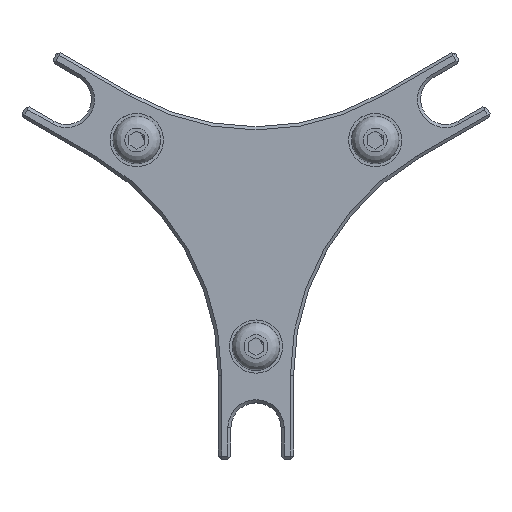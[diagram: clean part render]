
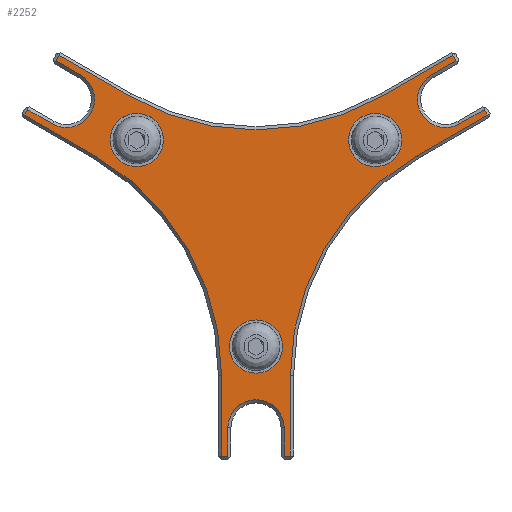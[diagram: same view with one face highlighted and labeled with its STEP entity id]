
A CAD part, top view. The second image highlights one B-rep face of the part: STEP entity #2252.
In plain terms, the highlighted planar face has unit normal (0, 0, 1).
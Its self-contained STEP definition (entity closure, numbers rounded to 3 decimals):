
#92=FACE_BOUND('',#871,.T.);
#93=FACE_BOUND('',#872,.T.);
#94=FACE_BOUND('',#873,.T.);
#121=PLANE('',#2520);
#262=LINE('',#3672,#496);
#266=LINE('',#3684,#500);
#269=LINE('',#3690,#503);
#270=LINE('',#3692,#504);
#271=LINE('',#3696,#505);
#272=LINE('',#3698,#506);
#273=LINE('',#3700,#507);
#274=LINE('',#3704,#508);
#275=LINE('',#3706,#509);
#276=LINE('',#3708,#510);
#277=LINE('',#3712,#511);
#278=LINE('',#3714,#512);
#279=LINE('',#3716,#513);
#280=LINE('',#3720,#514);
#281=LINE('',#3722,#515);
#282=LINE('',#3724,#516);
#283=LINE('',#3728,#517);
#284=LINE('',#3729,#518);
#496=VECTOR('',#2896,10.);
#500=VECTOR('',#2908,10.);
#503=VECTOR('',#2913,10.);
#504=VECTOR('',#2914,10.);
#505=VECTOR('',#2917,10.);
#506=VECTOR('',#2918,10.);
#507=VECTOR('',#2919,10.);
#508=VECTOR('',#2922,10.);
#509=VECTOR('',#2923,10.);
#510=VECTOR('',#2924,10.);
#511=VECTOR('',#2927,10.);
#512=VECTOR('',#2928,10.);
#513=VECTOR('',#2929,10.);
#514=VECTOR('',#2932,10.);
#515=VECTOR('',#2933,10.);
#516=VECTOR('',#2934,10.);
#517=VECTOR('',#2937,10.);
#518=VECTOR('',#2938,10.);
#724=FACE_OUTER_BOUND('',#870,.T.);
#870=EDGE_LOOP('',(#1790,#1791,#1792,#1793,#1794,#1795,#1796,#1797,#1798,
#1799,#1800,#1801,#1802,#1803,#1804,#1805,#1806,#1807,#1808,#1809,#1810,
#1811,#1812,#1813));
#871=EDGE_LOOP('',(#1814,#1815));
#872=EDGE_LOOP('',(#1816,#1817));
#873=EDGE_LOOP('',(#1818,#1819));
#1014=CIRCLE('',#2517,4.5);
#1016=CIRCLE('',#2521,40.5);
#1017=CIRCLE('',#2522,4.5);
#1018=CIRCLE('',#2523,40.5);
#1019=CIRCLE('',#2524,4.5);
#1020=CIRCLE('',#2525,40.5);
#1021=CIRCLE('',#2526,4.25);
#1022=CIRCLE('',#2527,4.25);
#1023=CIRCLE('',#2528,4.25);
#1024=CIRCLE('',#2529,4.25);
#1025=CIRCLE('',#2530,4.25);
#1026=CIRCLE('',#2531,4.25);
#1140=VERTEX_POINT('',#3669);
#1141=VERTEX_POINT('',#3671);
#1143=VERTEX_POINT('',#3676);
#1145=VERTEX_POINT('',#3682);
#1147=VERTEX_POINT('',#3689);
#1148=VERTEX_POINT('',#3691);
#1149=VERTEX_POINT('',#3693);
#1150=VERTEX_POINT('',#3695);
#1151=VERTEX_POINT('',#3697);
#1152=VERTEX_POINT('',#3699);
#1153=VERTEX_POINT('',#3701);
#1154=VERTEX_POINT('',#3703);
#1155=VERTEX_POINT('',#3705);
#1156=VERTEX_POINT('',#3707);
#1157=VERTEX_POINT('',#3709);
#1158=VERTEX_POINT('',#3711);
#1159=VERTEX_POINT('',#3713);
#1160=VERTEX_POINT('',#3715);
#1161=VERTEX_POINT('',#3717);
#1162=VERTEX_POINT('',#3719);
#1163=VERTEX_POINT('',#3721);
#1164=VERTEX_POINT('',#3723);
#1165=VERTEX_POINT('',#3725);
#1166=VERTEX_POINT('',#3727);
#1167=VERTEX_POINT('',#3730);
#1168=VERTEX_POINT('',#3731);
#1169=VERTEX_POINT('',#3734);
#1170=VERTEX_POINT('',#3735);
#1171=VERTEX_POINT('',#3738);
#1172=VERTEX_POINT('',#3739);
#1369=EDGE_CURVE('',#1140,#1141,#262,.T.);
#1372=EDGE_CURVE('',#1143,#1140,#1014,.T.);
#1375=EDGE_CURVE('',#1145,#1143,#266,.T.);
#1378=EDGE_CURVE('',#1147,#1145,#269,.T.);
#1379=EDGE_CURVE('',#1148,#1147,#270,.T.);
#1380=EDGE_CURVE('',#1149,#1148,#1016,.T.);
#1381=EDGE_CURVE('',#1150,#1149,#271,.T.);
#1382=EDGE_CURVE('',#1151,#1150,#272,.T.);
#1383=EDGE_CURVE('',#1152,#1151,#273,.T.);
#1384=EDGE_CURVE('',#1153,#1152,#1017,.T.);
#1385=EDGE_CURVE('',#1154,#1153,#274,.T.);
#1386=EDGE_CURVE('',#1155,#1154,#275,.T.);
#1387=EDGE_CURVE('',#1156,#1155,#276,.T.);
#1388=EDGE_CURVE('',#1157,#1156,#1018,.T.);
#1389=EDGE_CURVE('',#1158,#1157,#277,.T.);
#1390=EDGE_CURVE('',#1159,#1158,#278,.T.);
#1391=EDGE_CURVE('',#1160,#1159,#279,.T.);
#1392=EDGE_CURVE('',#1161,#1160,#1019,.T.);
#1393=EDGE_CURVE('',#1162,#1161,#280,.T.);
#1394=EDGE_CURVE('',#1163,#1162,#281,.T.);
#1395=EDGE_CURVE('',#1164,#1163,#282,.T.);
#1396=EDGE_CURVE('',#1165,#1164,#1020,.T.);
#1397=EDGE_CURVE('',#1166,#1165,#283,.T.);
#1398=EDGE_CURVE('',#1141,#1166,#284,.T.);
#1399=EDGE_CURVE('',#1167,#1168,#1021,.T.);
#1400=EDGE_CURVE('',#1168,#1167,#1022,.T.);
#1401=EDGE_CURVE('',#1169,#1170,#1023,.T.);
#1402=EDGE_CURVE('',#1170,#1169,#1024,.T.);
#1403=EDGE_CURVE('',#1171,#1172,#1025,.T.);
#1404=EDGE_CURVE('',#1172,#1171,#1026,.T.);
#1790=ORIENTED_EDGE('',*,*,#1369,.F.);
#1791=ORIENTED_EDGE('',*,*,#1372,.F.);
#1792=ORIENTED_EDGE('',*,*,#1375,.F.);
#1793=ORIENTED_EDGE('',*,*,#1378,.F.);
#1794=ORIENTED_EDGE('',*,*,#1379,.F.);
#1795=ORIENTED_EDGE('',*,*,#1380,.F.);
#1796=ORIENTED_EDGE('',*,*,#1381,.F.);
#1797=ORIENTED_EDGE('',*,*,#1382,.F.);
#1798=ORIENTED_EDGE('',*,*,#1383,.F.);
#1799=ORIENTED_EDGE('',*,*,#1384,.F.);
#1800=ORIENTED_EDGE('',*,*,#1385,.F.);
#1801=ORIENTED_EDGE('',*,*,#1386,.F.);
#1802=ORIENTED_EDGE('',*,*,#1387,.F.);
#1803=ORIENTED_EDGE('',*,*,#1388,.F.);
#1804=ORIENTED_EDGE('',*,*,#1389,.F.);
#1805=ORIENTED_EDGE('',*,*,#1390,.F.);
#1806=ORIENTED_EDGE('',*,*,#1391,.F.);
#1807=ORIENTED_EDGE('',*,*,#1392,.F.);
#1808=ORIENTED_EDGE('',*,*,#1393,.F.);
#1809=ORIENTED_EDGE('',*,*,#1394,.F.);
#1810=ORIENTED_EDGE('',*,*,#1395,.F.);
#1811=ORIENTED_EDGE('',*,*,#1396,.F.);
#1812=ORIENTED_EDGE('',*,*,#1397,.F.);
#1813=ORIENTED_EDGE('',*,*,#1398,.F.);
#1814=ORIENTED_EDGE('',*,*,#1399,.T.);
#1815=ORIENTED_EDGE('',*,*,#1400,.T.);
#1816=ORIENTED_EDGE('',*,*,#1401,.T.);
#1817=ORIENTED_EDGE('',*,*,#1402,.T.);
#1818=ORIENTED_EDGE('',*,*,#1403,.T.);
#1819=ORIENTED_EDGE('',*,*,#1404,.T.);
#2252=ADVANCED_FACE('',(#724,#92,#93,#94),#121,.T.);
#2517=AXIS2_PLACEMENT_3D('',#3678,#2901,#2902);
#2520=AXIS2_PLACEMENT_3D('',#3688,#2911,#2912);
#2521=AXIS2_PLACEMENT_3D('',#3694,#2915,#2916);
#2522=AXIS2_PLACEMENT_3D('',#3702,#2920,#2921);
#2523=AXIS2_PLACEMENT_3D('',#3710,#2925,#2926);
#2524=AXIS2_PLACEMENT_3D('',#3718,#2930,#2931);
#2525=AXIS2_PLACEMENT_3D('',#3726,#2935,#2936);
#2526=AXIS2_PLACEMENT_3D('',#3732,#2939,#2940);
#2527=AXIS2_PLACEMENT_3D('',#3733,#2941,#2942);
#2528=AXIS2_PLACEMENT_3D('',#3736,#2943,#2944);
#2529=AXIS2_PLACEMENT_3D('',#3737,#2945,#2946);
#2530=AXIS2_PLACEMENT_3D('',#3740,#2947,#2948);
#2531=AXIS2_PLACEMENT_3D('',#3741,#2949,#2950);
#2896=DIRECTION('',(-0.5,-0.866,0.));
#2901=DIRECTION('center_axis',(0.,0.,1.));
#2902=DIRECTION('ref_axis',(0.866,-0.5,0.));
#2908=DIRECTION('',(0.5,0.866,0.));
#2911=DIRECTION('center_axis',(0.,0.,1.));
#2912=DIRECTION('ref_axis',(1.,0.,0.));
#2913=DIRECTION('',(-0.866,0.5,0.));
#2914=DIRECTION('',(-0.5,-0.866,0.));
#2915=DIRECTION('center_axis',(0.,0.,1.));
#2916=DIRECTION('ref_axis',(0.,1.,0.));
#2917=DIRECTION('',(-1.,0.,0.));
#2918=DIRECTION('',(0.,-1.,0.));
#2919=DIRECTION('',(1.,0.,0.));
#2920=DIRECTION('center_axis',(0.,0.,1.));
#2921=DIRECTION('ref_axis',(0.,1.,0.));
#2922=DIRECTION('',(-1.,0.,0.));
#2923=DIRECTION('',(0.,-1.,0.));
#2924=DIRECTION('',(1.,0.,0.));
#2925=DIRECTION('center_axis',(0.,0.,1.));
#2926=DIRECTION('ref_axis',(-0.866,-0.5,0.));
#2927=DIRECTION('',(0.5,-0.866,0.));
#2928=DIRECTION('',(0.866,0.5,0.));
#2929=DIRECTION('',(-0.5,0.866,0.));
#2930=DIRECTION('center_axis',(0.,0.,1.));
#2931=DIRECTION('ref_axis',(-0.866,-0.5,0.));
#2932=DIRECTION('',(0.5,-0.866,0.));
#2933=DIRECTION('',(0.866,0.5,0.));
#2934=DIRECTION('',(-0.5,0.866,0.));
#2935=DIRECTION('center_axis',(0.,0.,1.));
#2936=DIRECTION('ref_axis',(0.866,-0.5,0.));
#2937=DIRECTION('',(0.5,0.866,0.));
#2938=DIRECTION('',(-0.866,0.5,0.));
#2939=DIRECTION('center_axis',(0.,0.,-1.));
#2940=DIRECTION('ref_axis',(1.,0.,0.));
#2941=DIRECTION('center_axis',(0.,0.,-1.));
#2942=DIRECTION('ref_axis',(1.,0.,0.));
#2943=DIRECTION('center_axis',(0.,0.,-1.));
#2944=DIRECTION('ref_axis',(1.,0.,0.));
#2945=DIRECTION('center_axis',(0.,0.,-1.));
#2946=DIRECTION('ref_axis',(1.,0.,0.));
#2947=DIRECTION('center_axis',(0.,0.,-1.));
#2948=DIRECTION('ref_axis',(1.,0.,0.));
#2949=DIRECTION('center_axis',(0.,0.,-1.));
#2950=DIRECTION('ref_axis',(1.,0.,0.));
#3669=CARTESIAN_POINT('',(-21.397,-28.061,4.));
#3671=CARTESIAN_POINT('',(-23.647,-31.958,4.));
#3672=CARTESIAN_POINT('',(-14.617,-16.318,4.));
#3676=CARTESIAN_POINT('',(-13.603,-32.561,4.));
#3678=CARTESIAN_POINT('Origin',(-17.5,-30.311,4.));
#3682=CARTESIAN_POINT('',(-15.853,-36.458,4.));
#3684=CARTESIAN_POINT('',(-4.853,-17.405,4.));
#3688=CARTESIAN_POINT('Origin',(0.,0.,
4.));
#3689=CARTESIAN_POINT('',(-14.987,-36.958,4.));
#3690=CARTESIAN_POINT('',(-22.348,-32.708,4.));
#3691=CARTESIAN_POINT('',(-8.516,-25.75,4.));
#3692=CARTESIAN_POINT('',(-5.237,-20.071,4.));
#3693=CARTESIAN_POINT('',(26.558,-5.5,4.));
#3694=CARTESIAN_POINT('Origin',(26.558,-46.,4.));
#3695=CARTESIAN_POINT('',(39.5,-5.5,4.));
#3696=CARTESIAN_POINT('',(13.279,-5.5,4.));
#3697=CARTESIAN_POINT('',(39.5,-4.5,4.));
#3698=CARTESIAN_POINT('',(39.5,-3.,4.));
#3699=CARTESIAN_POINT('',(35.,-4.5,4.));
#3700=CARTESIAN_POINT('',(21.44,-4.5,4.));
#3701=CARTESIAN_POINT('',(35.,4.5,4.));
#3702=CARTESIAN_POINT('Origin',(35.,0.,4.));
#3703=CARTESIAN_POINT('',(39.5,4.5,4.));
#3704=CARTESIAN_POINT('',(17.5,4.5,4.));
#3705=CARTESIAN_POINT('',(39.5,5.5,4.));
#3706=CARTESIAN_POINT('',(39.5,-3.,4.));
#3707=CARTESIAN_POINT('',(26.558,5.5,4.));
#3708=CARTESIAN_POINT('',(20.,5.5,4.));
#3709=CARTESIAN_POINT('',(-8.516,25.75,4.));
#3710=CARTESIAN_POINT('Origin',(26.558,46.,4.));
#3711=CARTESIAN_POINT('',(-14.987,36.958,4.));
#3712=CARTESIAN_POINT('',(-1.876,14.25,4.));
#3713=CARTESIAN_POINT('',(-15.853,36.458,4.));
#3714=CARTESIAN_POINT('',(-17.152,35.708,4.));
#3715=CARTESIAN_POINT('',(-13.603,32.561,4.));
#3716=CARTESIAN_POINT('',(-6.823,20.818,4.));
#3717=CARTESIAN_POINT('',(-21.397,28.061,4.));
#3718=CARTESIAN_POINT('Origin',(-17.5,30.311,4.));
#3719=CARTESIAN_POINT('',(-23.647,31.958,4.));
#3720=CARTESIAN_POINT('',(-12.647,12.905,4.));
#3721=CARTESIAN_POINT('',(-24.513,31.458,4.));
#3722=CARTESIAN_POINT('',(-17.152,35.708,4.));
#3723=CARTESIAN_POINT('',(-18.042,20.25,4.));
#3724=CARTESIAN_POINT('',(-14.763,14.571,4.));
#3725=CARTESIAN_POINT('',(-18.042,-20.25,4.));
#3726=CARTESIAN_POINT('Origin',(-53.116,0.,
4.));
#3727=CARTESIAN_POINT('',(-24.513,-31.458,4.));
#3728=CARTESIAN_POINT('',(-11.403,-8.75,4.));
#3729=CARTESIAN_POINT('',(-22.348,-32.708,4.));
#3730=CARTESIAN_POINT('',(-6.75,-19.053,4.));
#3731=CARTESIAN_POINT('',(-15.25,-19.053,4.));
#3732=CARTESIAN_POINT('Origin',(-11.,-19.053,4.));
#3733=CARTESIAN_POINT('Origin',(-11.,-19.053,4.));
#3734=CARTESIAN_POINT('',(26.25,0.,4.));
#3735=CARTESIAN_POINT('',(17.75,0.,4.));
#3736=CARTESIAN_POINT('Origin',(22.,0.,4.));
#3737=CARTESIAN_POINT('Origin',(22.,0.,4.));
#3738=CARTESIAN_POINT('',(-6.75,19.053,4.));
#3739=CARTESIAN_POINT('',(-15.25,19.053,4.));
#3740=CARTESIAN_POINT('Origin',(-11.,19.053,4.));
#3741=CARTESIAN_POINT('Origin',(-11.,19.053,4.));
